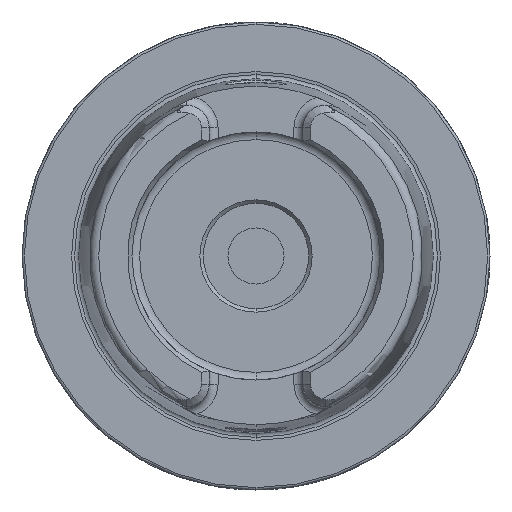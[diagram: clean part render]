
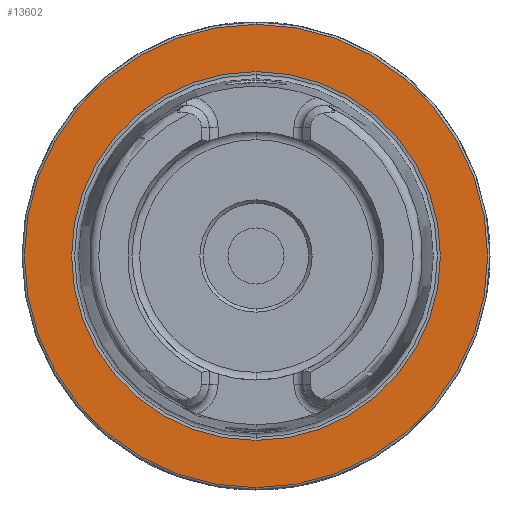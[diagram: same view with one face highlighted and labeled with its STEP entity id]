
A CAD part, left-side view. The second image highlights one B-rep face of the part: STEP entity #13602.
In plain terms, the highlighted planar face has unit normal (-1, 0, 0).
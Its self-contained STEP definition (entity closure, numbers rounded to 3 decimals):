
#530 = CARTESIAN_POINT ( 'NONE',  ( 0., 0., 0. ) ) ;
#686 = CARTESIAN_POINT ( 'NONE',  ( 0., 0., 49.5 ) ) ;
#949 = CARTESIAN_POINT ( 'NONE',  ( 0., 0., 0. ) ) ;
#1366 = ORIENTED_EDGE ( 'NONE', *, *, #4873, .F. ) ;
#1593 = DIRECTION ( 'NONE',  ( 0., 0., 1. ) ) ;
#2077 = CIRCLE ( 'NONE', #4480, 49.5 ) ;
#2135 = EDGE_CURVE ( 'NONE', #8204, #9089, #3081, .T. ) ;
#2779 = EDGE_CURVE ( 'NONE', #8673, #4169, #2077, .T. ) ;
#3067 = DIRECTION ( 'NONE',  ( 0., 0., 1. ) ) ;
#3081 = CIRCLE ( 'NONE', #8074, 39.405 ) ;
#3303 = FACE_OUTER_BOUND ( 'NONE', #9201, .T. ) ;
#3333 = ORIENTED_EDGE ( 'NONE', *, *, #2135, .F. ) ;
#3614 = CARTESIAN_POINT ( 'NONE',  ( 0., 0., -39.405 ) ) ;
#3793 = EDGE_LOOP ( 'NONE', ( #1366, #3333 ) ) ;
#4169 = VERTEX_POINT ( 'NONE', #686 ) ;
#4480 = AXIS2_PLACEMENT_3D ( 'NONE', #530, #13190, #1593 ) ;
#4566 = AXIS2_PLACEMENT_3D ( 'NONE', #949, #5318, #3067 ) ;
#4873 = EDGE_CURVE ( 'NONE', #9089, #8204, #7418, .T. ) ;
#5169 = FACE_BOUND ( 'NONE', #3793, .T. ) ;
#5318 = DIRECTION ( 'NONE',  ( -1., 0., 0. ) ) ;
#5866 = ORIENTED_EDGE ( 'NONE', *, *, #8058, .T. ) ;
#5923 = AXIS2_PLACEMENT_3D ( 'NONE', #11264, #5946, #12361 ) ;
#5946 = DIRECTION ( 'NONE',  ( -1., 0., 0. ) ) ;
#6863 = DIRECTION ( 'NONE',  ( -1., 0., 0. ) ) ;
#6960 = DIRECTION ( 'NONE',  ( 0., 0., 1. ) ) ;
#7010 = PLANE ( 'NONE',  #13142 ) ;
#7230 = ORIENTED_EDGE ( 'NONE', *, *, #2779, .T. ) ;
#7418 = CIRCLE ( 'NONE', #5923, 39.405 ) ;
#8058 = EDGE_CURVE ( 'NONE', #4169, #8673, #12373, .T. ) ;
#8074 = AXIS2_PLACEMENT_3D ( 'NONE', #9170, #6863, #6960 ) ;
#8188 = DIRECTION ( 'NONE',  ( 0., 0., -1. ) ) ;
#8204 = VERTEX_POINT ( 'NONE', #3614 ) ;
#8673 = VERTEX_POINT ( 'NONE', #9861 ) ;
#9089 = VERTEX_POINT ( 'NONE', #10107 ) ;
#9170 = CARTESIAN_POINT ( 'NONE',  ( 0., 0., 0. ) ) ;
#9201 = EDGE_LOOP ( 'NONE', ( #5866, #7230 ) ) ;
#9861 = CARTESIAN_POINT ( 'NONE',  ( 0., 0., -49.5 ) ) ;
#10107 = CARTESIAN_POINT ( 'NONE',  ( 0., 0., 39.405 ) ) ;
#11264 = CARTESIAN_POINT ( 'NONE',  ( 0., 0., 0. ) ) ;
#12361 = DIRECTION ( 'NONE',  ( 0., 0., 1. ) ) ;
#12373 = CIRCLE ( 'NONE', #4566, 49.5 ) ;
#13142 = AXIS2_PLACEMENT_3D ( 'NONE', #13290, #13346, #8188 ) ;
#13190 = DIRECTION ( 'NONE',  ( -1., 0., 0. ) ) ;
#13290 = CARTESIAN_POINT ( 'NONE',  ( 0., 49.5, 0. ) ) ;
#13346 = DIRECTION ( 'NONE',  ( 1., 0., 0. ) ) ;
#13602 = ADVANCED_FACE ( 'NONE', ( #5169, #3303 ), #7010, .F. ) ;
